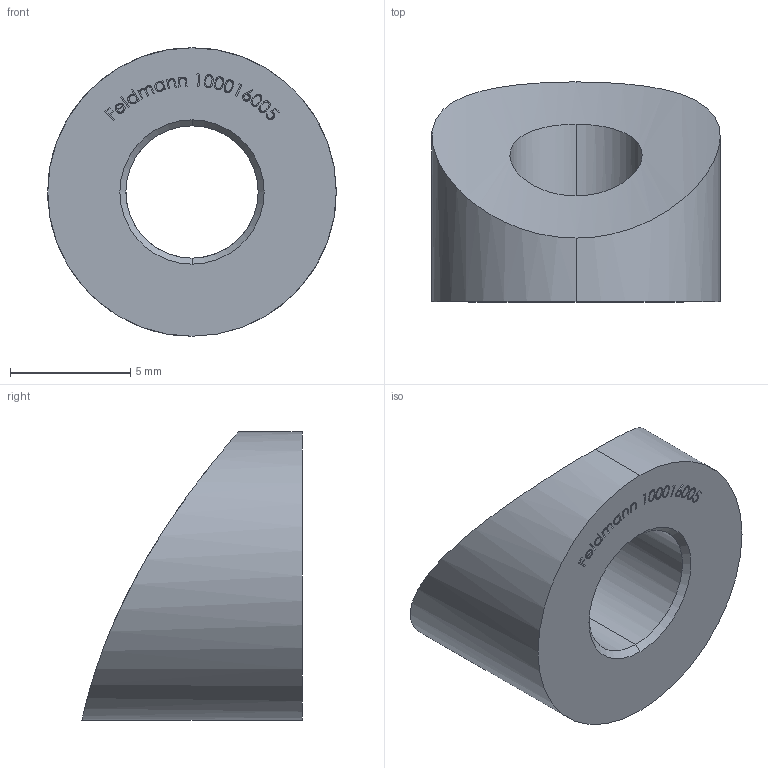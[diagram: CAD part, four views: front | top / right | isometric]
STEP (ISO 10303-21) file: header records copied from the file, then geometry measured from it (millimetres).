
FILE_DESCRIPTION (( 'STEP AP203' ), '1' );
FILE_NAME ('100016005.STEP', '2018-03-16T07:55:27', ( '' ), ( '' ), 'SwSTEP 2.0', 'SolidWorks 2015', '' );
FILE_SCHEMA (( 'CONFIG_CONTROL_DESIGN' ));
Length unit declared in the file: millimetre
Products named in the file (1): 100016005
Bounding box: 12 x 9.16 x 12 mm (x, y, z)
Volume: 552.8 mm3; surface area: 538.4 mm2
Topology: 1 solids, 1 shells, 219 faces, 571 edges, 380 vertices
Faces by surface type: bspline 110, plane 102, cylinder 5, cone 2
Entity records: 13714 total; most frequent: CARTESIAN_POINT 9007, ORIENTED_EDGE 1142, DIRECTION 573, EDGE_CURVE 571, VERTEX_POINT 380, LINE 341, VECTOR 341, EDGE_LOOP 247
